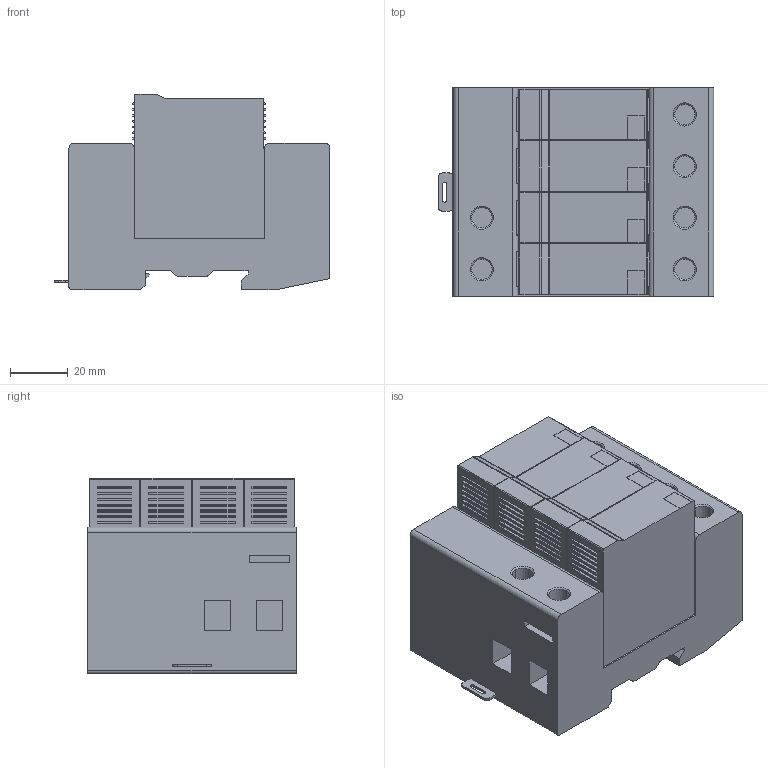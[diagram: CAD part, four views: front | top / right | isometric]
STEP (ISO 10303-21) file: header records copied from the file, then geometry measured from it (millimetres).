
FILE_DESCRIPTION(('Creo Elements/Direct Modeling STEP Export'),'2;1');
FILE_NAME('DS44-230.stp','2017-11-24T 8:45:53',(''),(''),'Creo Elements/Direct Modeling STEP processor for AP214 (Solid Model)','Creo Elements/Direct Modeling 20.0AP0401 12-May-2017 (C) Parametric Technology GmbH','');
FILE_SCHEMA(('AUTOMOTIVE_DESIGN { 1 0 10303 214 1 1 1 1 }'));
Length unit declared in the file: millimetre
Products named in the file (1): DS44-230
Bounding box: 95.08 x 72 x 67.4 mm (x, y, z)
Volume: 345384.4 mm3; surface area: 46196.5 mm2
Topology: 1 solids, 1 shells, 479 faces, 1187 edges, 788 vertices
Faces by surface type: plane 424, cylinder 43, cone 12
Entity records: 13589 total; most frequent: ORIENTED_EDGE 2374, CARTESIAN_POINT 2363, DIRECTION 2105, EDGE_CURVE 1187, VECTOR 1045, LINE 1045, VERTEX_POINT 788, EDGE_LOOP 559
